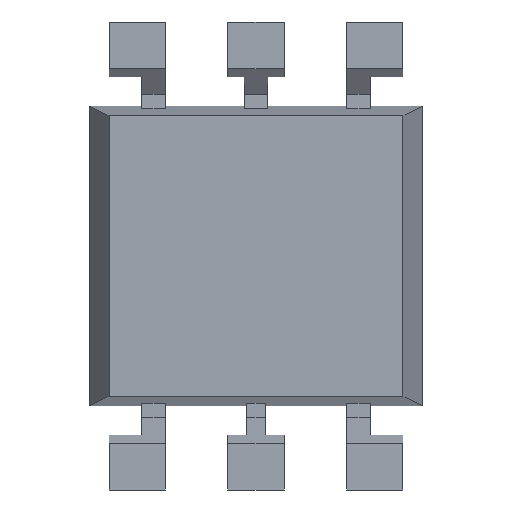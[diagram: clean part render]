
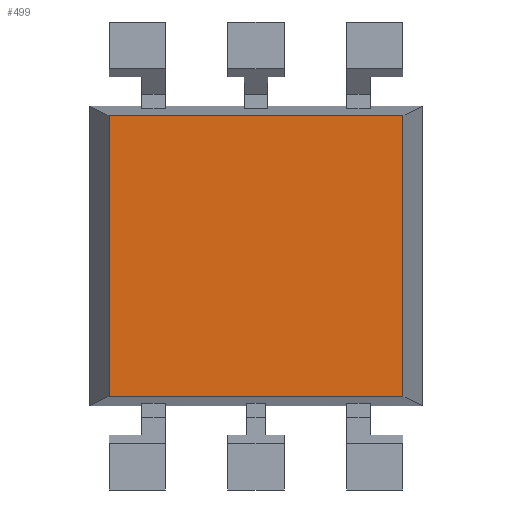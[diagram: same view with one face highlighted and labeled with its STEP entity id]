
A CAD part, front view. The second image highlights one B-rep face of the part: STEP entity #499.
In plain terms, the highlighted planar face has unit normal (0, -1, 0).
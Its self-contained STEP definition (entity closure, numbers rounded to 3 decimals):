
#499=ADVANCED_FACE('NONE',(#1375),#1376,.F.);
#1009=VERTEX_POINT('NONE',#1927);
#1013=VERTEX_POINT('NONE',#1931);
#1015=EDGE_CURVE('NONE',#1013,#1009,#1933,.T.);
#1031=VERTEX_POINT('NONE',#1949);
#1033=VERTEX_POINT('NONE',#1951);
#1035=EDGE_CURVE('NONE',#1031,#1033,#1953,.T.);
#1099=EDGE_CURVE('NONE',#1033,#1009,#2017,.T.);
#1101=EDGE_CURVE('NONE',#1031,#1013,#2019,.T.);
#1375=FACE_OUTER_BOUND('',#2283,.T.);
#1376=PLANE('',#2284);
#1927=CARTESIAN_POINT('',(-3.14,0.,3.0));
#1931=CARTESIAN_POINT('',(3.14,0.,3.0));
#1933=LINE('',#3074,#3075);
#1949=CARTESIAN_POINT('',(3.14,0.,-3.0));
#1951=CARTESIAN_POINT('',(-3.14,0.,-3.0));
#1953=LINE('',#3110,#3111);
#2017=LINE('',#3218,#3219);
#2019=LINE('',#3222,#3223);
#2283=EDGE_LOOP('',(#3807,#3808,#3809,#3810));
#2284=AXIS2_PLACEMENT_3D('',#3811,#3812,#3813);
#3074=CARTESIAN_POINT('',(3.56,0.,3.0));
#3075=VECTOR('',#4322,1000.0);
#3110=CARTESIAN_POINT('',(3.56,0.,-3.0));
#3111=VECTOR('',#4330,1000.0);
#3218=CARTESIAN_POINT('',(-3.14,0.,-5.0));
#3219=VECTOR('',#4352,1000.0);
#3222=CARTESIAN_POINT('',(3.14,0.,-5.0));
#3223=VECTOR('',#4353,1000.0);
#3807=ORIENTED_EDGE('',*,*,#1015,.T.);
#3808=ORIENTED_EDGE('',*,*,#1099,.F.);
#3809=ORIENTED_EDGE('',*,*,#1035,.F.);
#3810=ORIENTED_EDGE('',*,*,#1101,.T.);
#3811=CARTESIAN_POINT('',(3.56,0.,-3.0));
#3812=DIRECTION('',(0.0,1.0,0.));
#3813=DIRECTION('',(1.0,0.0,-0.0));
#4322=DIRECTION('',(-1.0,0.0,0.0));
#4330=DIRECTION('',(-1.0,0.0,0.0));
#4352=DIRECTION('',(0.0,0.0,1.0));
#4353=DIRECTION('',(0.0,0.0,1.0));
